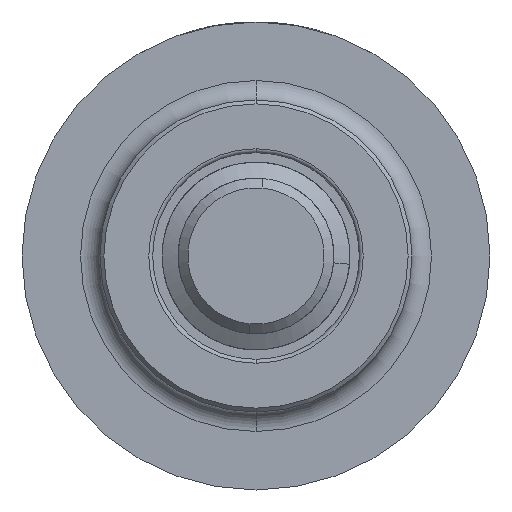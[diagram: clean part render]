
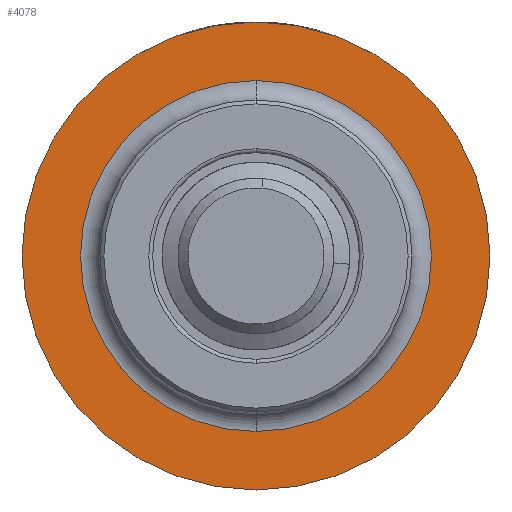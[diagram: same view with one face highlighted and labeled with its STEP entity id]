
A CAD part, front view. The second image highlights one B-rep face of the part: STEP entity #4078.
In plain terms, the highlighted planar face has unit normal (0, -1, 0).
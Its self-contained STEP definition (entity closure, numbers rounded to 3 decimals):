
#396 = DIRECTION ( 'NONE',  ( 0., -1., 0. ) ) ;
#538 = CARTESIAN_POINT ( 'NONE',  ( 0., 9.42, 0. ) ) ;
#675 = CARTESIAN_POINT ( 'NONE',  ( 0., 9.42, -9. ) ) ;
#744 = FACE_BOUND ( 'NONE', #6522, .T. ) ;
#791 = EDGE_CURVE ( 'NONE', #1930, #3489, #5562, .T. ) ;
#1050 = DIRECTION ( 'NONE',  ( 0., -1., 0. ) ) ;
#1096 = DIRECTION ( 'NONE',  ( 0., 0., -1. ) ) ;
#1215 = CIRCLE ( 'NONE', #4232, 9. ) ;
#1724 = DIRECTION ( 'NONE',  ( 0., 0., -1. ) ) ;
#1930 = VERTEX_POINT ( 'NONE', #5405 ) ;
#2049 = EDGE_LOOP ( 'NONE', ( #6256, #5903 ) ) ;
#2725 = VERTEX_POINT ( 'NONE', #675 ) ;
#2800 = DIRECTION ( 'NONE',  ( 0., 0., -1. ) ) ;
#2901 = CARTESIAN_POINT ( 'NONE',  ( 9., 9.42, 0. ) ) ;
#2925 = CARTESIAN_POINT ( 'NONE',  ( 0., 9.42, 0. ) ) ;
#3071 = CIRCLE ( 'NONE', #4900, 9. ) ;
#3489 = VERTEX_POINT ( 'NONE', #6050 ) ;
#3492 = EDGE_CURVE ( 'NONE', #3489, #1930, #7178, .T. ) ;
#3605 = DIRECTION ( 'NONE',  ( 0., -1., 0. ) ) ;
#3794 = VERTEX_POINT ( 'NONE', #7241 ) ;
#4077 = EDGE_CURVE ( 'NONE', #3794, #2725, #1215, .T. ) ;
#4078 = ADVANCED_FACE ( 'NONE', ( #7764, #744 ), #6643, .T. ) ;
#4086 = AXIS2_PLACEMENT_3D ( 'NONE', #2901, #5398, #4733 ) ;
#4115 = EDGE_CURVE ( 'NONE', #2725, #3794, #3071, .T. ) ;
#4232 = AXIS2_PLACEMENT_3D ( 'NONE', #2925, #1050, #5947 ) ;
#4617 = ORIENTED_EDGE ( 'NONE', *, *, #4115, .F. ) ;
#4733 = DIRECTION ( 'NONE',  ( 0., 0., -1. ) ) ;
#4900 = AXIS2_PLACEMENT_3D ( 'NONE', #6582, #396, #1096 ) ;
#5398 = DIRECTION ( 'NONE',  ( 0., -1., 0. ) ) ;
#5405 = CARTESIAN_POINT ( 'NONE',  ( 0., 9.42, -12. ) ) ;
#5562 = CIRCLE ( 'NONE', #6420, 12. ) ;
#5903 = ORIENTED_EDGE ( 'NONE', *, *, #3492, .T. ) ;
#5947 = DIRECTION ( 'NONE',  ( 0., 0., -1. ) ) ;
#6050 = CARTESIAN_POINT ( 'NONE',  ( 0., 9.42, 12. ) ) ;
#6256 = ORIENTED_EDGE ( 'NONE', *, *, #791, .T. ) ;
#6368 = DIRECTION ( 'NONE',  ( 0., -1., 0. ) ) ;
#6420 = AXIS2_PLACEMENT_3D ( 'NONE', #538, #3605, #1724 ) ;
#6481 = ORIENTED_EDGE ( 'NONE', *, *, #4077, .F. ) ;
#6486 = AXIS2_PLACEMENT_3D ( 'NONE', #7063, #6368, #2800 ) ;
#6522 = EDGE_LOOP ( 'NONE', ( #4617, #6481 ) ) ;
#6582 = CARTESIAN_POINT ( 'NONE',  ( 0., 9.42, 0. ) ) ;
#6643 = PLANE ( 'NONE',  #4086 ) ;
#7063 = CARTESIAN_POINT ( 'NONE',  ( 0., 9.42, 0. ) ) ;
#7178 = CIRCLE ( 'NONE', #6486, 12. ) ;
#7241 = CARTESIAN_POINT ( 'NONE',  ( 0., 9.42, 9. ) ) ;
#7764 = FACE_OUTER_BOUND ( 'NONE', #2049, .T. ) ;
